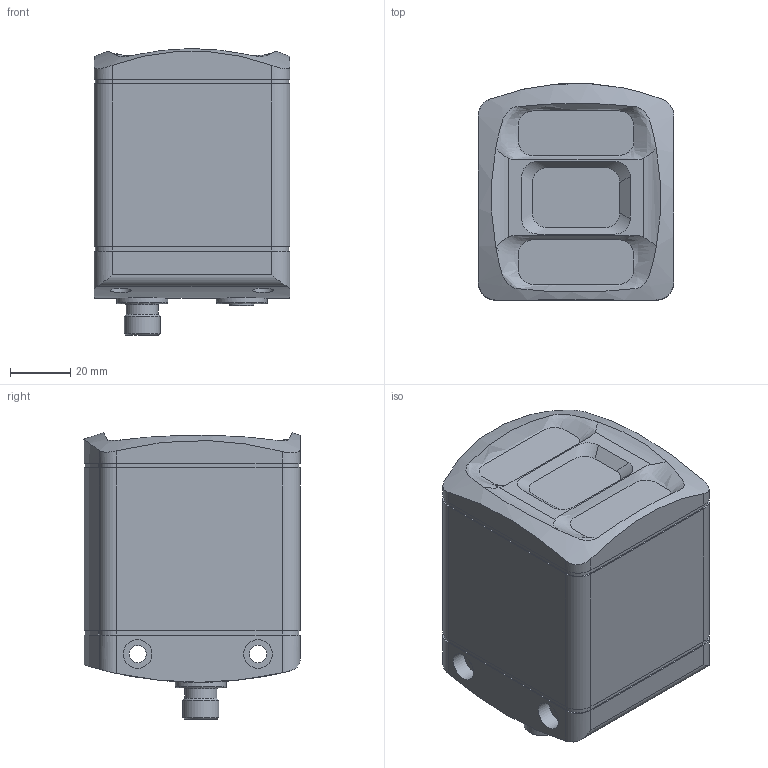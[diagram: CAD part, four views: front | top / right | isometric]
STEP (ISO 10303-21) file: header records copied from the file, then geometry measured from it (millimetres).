
FILE_DESCRIPTION (( 'STEP AP214' ), '1' );
FILE_NAME ('O3D3xx.STEP', '2024-01-10T10:50:35', ( '' ), ( '' ), 'SwSTEP 2.0', 'SolidWorks 2023', '' );
FILE_SCHEMA (( 'AUTOMOTIVE_DESIGN' ));
Length unit declared in the file: inch
Products named in the file (1): O3D3xx
Bounding box: 65 x 71.89 x 95.2 mm (x, y, z)
Volume: 346330.5 mm3; surface area: 33789.9 mm2
Topology: 1 solids, 1 shells, 186 faces, 478 edges, 327 vertices
Faces by surface type: cylinder 104, plane 61, bspline 15, cone 5, torus 1
Full cylindrical faces by diameter (mm): 5.7 x2, 6 x4, 7 x4, 8 x1, 8.3 x1, 9.5 x4, 9.7 x1, 10 x1, 10.7 x1, 10.8 x1, 10.92 x1, 12 x1, 12.1 x1, 17 x2
Entity records: 14515 total; most frequent: CARTESIAN_POINT 10318, ORIENTED_EDGE 852, DIRECTION 800, EDGE_CURVE 426, AXIS2_PLACEMENT_3D 318, VERTEX_POINT 310, EDGE_LOOP 258, FACE_OUTER_BOUND 216
